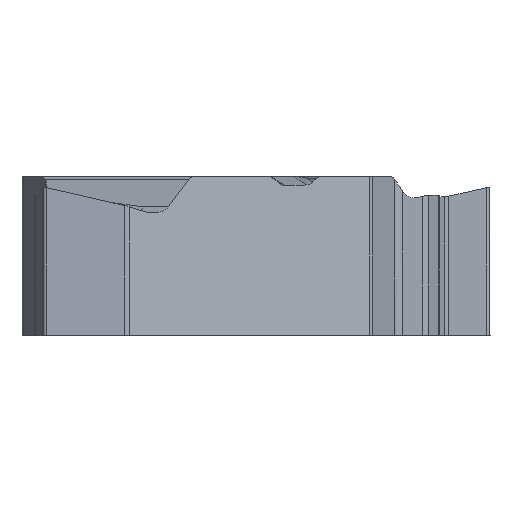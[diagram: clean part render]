
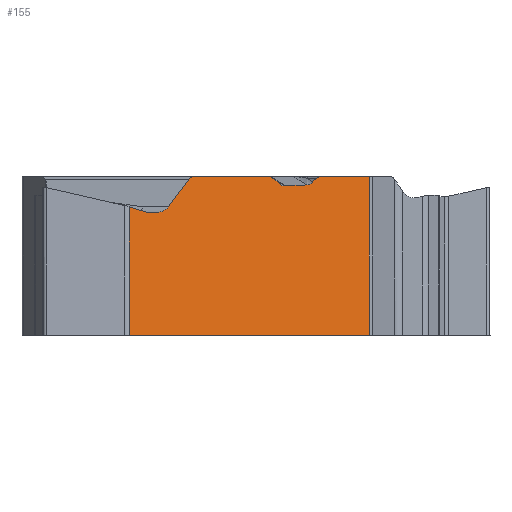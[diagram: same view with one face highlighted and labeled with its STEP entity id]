
A CAD part, front view. The second image highlights one B-rep face of the part: STEP entity #155.
In plain terms, the highlighted planar face has unit normal (0.5, -0.866, 0).
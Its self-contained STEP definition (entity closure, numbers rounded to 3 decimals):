
#155=ADVANCED_FACE('',(#308),#240,.F.);
#240=PLANE('',#2248);
#308=FACE_OUTER_BOUND('',#423,.T.);
#423=EDGE_LOOP('',(#838,#839,#840,#841,#842,#843,#844,#845,#846,#847,#848,
#849,#850,#851,#852,#853,#854,#855));
#519=CIRCLE('',#2247,0.15);
#567=ELLIPSE('',#2243,0.15,0.15);
#568=ELLIPSE('',#2244,0.167,0.15);
#569=ELLIPSE('',#2245,0.177,0.15);
#570=ELLIPSE('',#2246,0.389,0.33);
#838=ORIENTED_EDGE('',*,*,#1563,.T.);
#839=ORIENTED_EDGE('',*,*,#1564,.T.);
#840=ORIENTED_EDGE('',*,*,#1565,.T.);
#841=ORIENTED_EDGE('',*,*,#1548,.F.);
#842=ORIENTED_EDGE('',*,*,#1566,.F.);
#843=ORIENTED_EDGE('',*,*,#1567,.F.);
#844=ORIENTED_EDGE('',*,*,#1568,.F.);
#845=ORIENTED_EDGE('',*,*,#1569,.F.);
#846=ORIENTED_EDGE('',*,*,#1570,.F.);
#847=ORIENTED_EDGE('',*,*,#1571,.F.);
#848=ORIENTED_EDGE('',*,*,#1572,.F.);
#849=ORIENTED_EDGE('',*,*,#1542,.F.);
#850=ORIENTED_EDGE('',*,*,#1573,.F.);
#851=ORIENTED_EDGE('',*,*,#1574,.F.);
#852=ORIENTED_EDGE('',*,*,#1575,.T.);
#853=ORIENTED_EDGE('',*,*,#1576,.T.);
#854=ORIENTED_EDGE('',*,*,#1577,.T.);
#855=ORIENTED_EDGE('',*,*,#1578,.F.);
#1305=VERTEX_POINT('',#3833);
#1306=VERTEX_POINT('',#3835);
#1311=VERTEX_POINT('',#3884);
#1312=VERTEX_POINT('',#3886);
#1319=VERTEX_POINT('',#4045);
#1320=VERTEX_POINT('',#4046);
#1321=VERTEX_POINT('',#4048);
#1322=VERTEX_POINT('',#4051);
#1323=VERTEX_POINT('',#4053);
#1324=VERTEX_POINT('',#4067);
#1325=VERTEX_POINT('',#4069);
#1326=VERTEX_POINT('',#4083);
#1327=VERTEX_POINT('',#4085);
#1328=VERTEX_POINT('',#4088);
#1329=VERTEX_POINT('',#4090);
#1330=VERTEX_POINT('',#4092);
#1331=VERTEX_POINT('',#4094);
#1332=VERTEX_POINT('',#4096);
#1542=EDGE_CURVE('',#1305,#1306,#1801,.T.);
#1548=EDGE_CURVE('',#1311,#1312,#1805,.T.);
#1563=EDGE_CURVE('',#1319,#1320,#1812,.T.);
#1564=EDGE_CURVE('',#1320,#1321,#1813,.T.);
#1565=EDGE_CURVE('',#1321,#1312,#1814,.T.);
#1566=EDGE_CURVE('',#1322,#1311,#567,.T.);
#1567=EDGE_CURVE('',#1323,#1322,#1815,.T.);
#1568=EDGE_CURVE('',#1324,#1323,#2128,.T.);
#1569=EDGE_CURVE('',#1325,#1324,#1816,.T.);
#1570=EDGE_CURVE('',#1326,#1325,#2129,.T.);
#1571=EDGE_CURVE('',#1327,#1326,#1817,.T.);
#1572=EDGE_CURVE('',#1306,#1327,#568,.T.);
#1573=EDGE_CURVE('',#1328,#1305,#569,.T.);
#1574=EDGE_CURVE('',#1329,#1328,#1818,.T.);
#1575=EDGE_CURVE('',#1329,#1330,#570,.T.);
#1576=EDGE_CURVE('',#1330,#1331,#1819,.T.);
#1577=EDGE_CURVE('',#1331,#1332,#519,.T.);
#1578=EDGE_CURVE('',#1319,#1332,#1820,.T.);
#1801=LINE('',#3834,#1992);
#1805=LINE('',#3885,#1996);
#1812=LINE('',#4044,#2004);
#1813=LINE('',#4047,#2005);
#1814=LINE('',#4049,#2006);
#1815=LINE('',#4052,#2007);
#1816=LINE('',#4068,#2008);
#1817=LINE('',#4084,#2009);
#1818=LINE('',#4089,#2010);
#1819=LINE('',#4093,#2011);
#1820=LINE('',#4097,#2012);
#1992=VECTOR('',#2599,1.);
#1996=VECTOR('',#2603,1.);
#2004=VECTOR('',#2631,1.);
#2005=VECTOR('',#2632,1.);
#2006=VECTOR('',#2633,1.);
#2007=VECTOR('',#2636,1.);
#2008=VECTOR('',#2637,1.);
#2009=VECTOR('',#2638,1.);
#2010=VECTOR('',#2643,1.);
#2011=VECTOR('',#2646,1.);
#2012=VECTOR('',#2649,1.);
#2128=B_SPLINE_CURVE_WITH_KNOTS('',3,(#4054,#4055,#4056,#4057,#4058,#4059,
#4060,#4061,#4062,#4063,#4064,#4065,#4066),.UNSPECIFIED.,.F.,.F.,(4,3,3,
3,4),(0.,0.249,0.498,0.746,1.),
 .UNSPECIFIED.);
#2129=B_SPLINE_CURVE_WITH_KNOTS('',3,(#4070,#4071,#4072,#4073,#4074,#4075,
#4076,#4077,#4078,#4079,#4080,#4081,#4082),.UNSPECIFIED.,.F.,.F.,(4,3,3,
3,4),(0.,0.234,0.468,0.701,1.),
 .UNSPECIFIED.);
#2243=AXIS2_PLACEMENT_3D('',#4050,#2634,#2635);
#2244=AXIS2_PLACEMENT_3D('',#4086,#2639,#2640);
#2245=AXIS2_PLACEMENT_3D('',#4087,#2641,#2642);
#2246=AXIS2_PLACEMENT_3D('',#4091,#2644,#2645);
#2247=AXIS2_PLACEMENT_3D('',#4095,#2647,#2648);
#2248=AXIS2_PLACEMENT_3D('',#4098,#2650,#2651);
#2599=DIRECTION('',(0.866,0.5,0.));
#2603=DIRECTION('',(0.866,0.5,0.));
#2631=DIRECTION('',(0.,0.,-1.));
#2632=DIRECTION('',(0.866,0.5,0.));
#2633=DIRECTION('',(0.,0.,1.));
#2634=DIRECTION('',(-0.5,0.866,0.));
#2635=DIRECTION('',(0.866,0.5,0.));
#2636=DIRECTION('',(0.658,0.38,0.651));
#2637=DIRECTION('',(0.865,0.5,0.043));
#2638=DIRECTION('',(0.686,0.396,-0.611));
#2639=DIRECTION('',(-0.5,0.866,0.));
#2640=DIRECTION('',(-0.866,-0.5,0.));
#2641=DIRECTION('',(-0.5,0.866,0.));
#2642=DIRECTION('',(-0.866,-0.5,0.));
#2643=DIRECTION('',(0.557,0.322,0.765));
#2644=DIRECTION('',(-0.5,0.866,0.));
#2645=DIRECTION('',(0.866,0.5,0.));
#2646=DIRECTION('',(-0.866,-0.5,0.));
#2647=DIRECTION('',(-0.5,0.866,0.));
#2648=DIRECTION('',(0.,0.,-1.));
#2649=DIRECTION('',(0.837,0.483,-0.259));
#2650=DIRECTION('',(-0.5,0.866,0.));
#2651=DIRECTION('',(0.,0.,-1.));
#3833=CARTESIAN_POINT('',(-0.171,-5.598,0.28));
#3834=CARTESIAN_POINT('',(5.129,-2.538,0.28));
#3835=CARTESIAN_POINT('',(1.861,-4.425,0.28));
#3884=CARTESIAN_POINT('',(3.222,-3.639,0.28));
#3885=CARTESIAN_POINT('',(-0.367,-5.711,0.28));
#3886=CARTESIAN_POINT('',(4.535,-2.881,0.28));
#4044=CARTESIAN_POINT('',(-1.884,-6.587,-5.47));
#4045=CARTESIAN_POINT('',(-1.884,-6.587,-0.529));
#4046=CARTESIAN_POINT('',(-1.884,-6.587,-3.97));
#4047=CARTESIAN_POINT('',(-0.367,-5.711,-3.97));
#4048=CARTESIAN_POINT('',(4.535,-2.881,-3.97));
#4049=CARTESIAN_POINT('',(4.535,-2.881,3.28));
#4050=CARTESIAN_POINT('',(3.222,-3.639,0.13));
#4051=CARTESIAN_POINT('',(3.137,-3.688,0.244));
#4052=CARTESIAN_POINT('',(1.012,-4.915,-1.858));
#4053=CARTESIAN_POINT('',(3.029,-3.75,0.137));
#4054=CARTESIAN_POINT('',(2.857,-3.85,0.058));
#4055=CARTESIAN_POINT('',(2.873,-3.841,0.059));
#4056=CARTESIAN_POINT('',(2.888,-3.832,0.062));
#4057=CARTESIAN_POINT('',(2.904,-3.823,0.065));
#4058=CARTESIAN_POINT('',(2.919,-3.814,0.069));
#4059=CARTESIAN_POINT('',(2.934,-3.805,0.074));
#4060=CARTESIAN_POINT('',(2.949,-3.797,0.081));
#4061=CARTESIAN_POINT('',(2.963,-3.789,0.088));
#4062=CARTESIAN_POINT('',(2.977,-3.78,0.096));
#4063=CARTESIAN_POINT('',(2.99,-3.773,0.105));
#4064=CARTESIAN_POINT('',(3.004,-3.765,0.114));
#4065=CARTESIAN_POINT('',(3.017,-3.757,0.125));
#4066=CARTESIAN_POINT('',(3.029,-3.75,0.137));
#4067=CARTESIAN_POINT('',(2.857,-3.85,0.058));
#4068=CARTESIAN_POINT('',(-0.363,-5.709,-0.1));
#4069=CARTESIAN_POINT('',(2.296,-4.173,0.031));
#4070=CARTESIAN_POINT('',(2.124,-4.273,0.093));
#4071=CARTESIAN_POINT('',(2.136,-4.266,0.082));
#4072=CARTESIAN_POINT('',(2.148,-4.259,0.073));
#4073=CARTESIAN_POINT('',(2.161,-4.252,0.066));
#4074=CARTESIAN_POINT('',(2.173,-4.245,0.058));
#4075=CARTESIAN_POINT('',(2.186,-4.237,0.051));
#4076=CARTESIAN_POINT('',(2.2,-4.229,0.046));
#4077=CARTESIAN_POINT('',(2.214,-4.221,0.041));
#4078=CARTESIAN_POINT('',(2.228,-4.213,0.037));
#4079=CARTESIAN_POINT('',(2.242,-4.205,0.034));
#4080=CARTESIAN_POINT('',(2.26,-4.195,0.031));
#4081=CARTESIAN_POINT('',(2.278,-4.184,0.03));
#4082=CARTESIAN_POINT('',(2.296,-4.173,0.031));
#4083=CARTESIAN_POINT('',(2.124,-4.273,0.093));
#4084=CARTESIAN_POINT('',(4.047,-3.163,-1.62));
#4085=CARTESIAN_POINT('',(1.954,-4.371,0.244));
#4086=CARTESIAN_POINT('',(1.861,-4.425,0.13));
#4087=CARTESIAN_POINT('',(-0.171,-5.598,0.13));
#4088=CARTESIAN_POINT('',(-0.295,-5.67,0.217));
#4089=CARTESIAN_POINT('',(1.859,-4.426,3.175));
#4090=CARTESIAN_POINT('',(-0.841,-5.985,-0.532));
#4091=CARTESIAN_POINT('',(-1.115,-6.143,-0.34));
#4092=CARTESIAN_POINT('',(-1.115,-6.143,-0.67));
#4093=CARTESIAN_POINT('',(5.129,-2.538,-0.67));
#4094=CARTESIAN_POINT('',(-1.412,-6.314,-0.67));
#4095=CARTESIAN_POINT('',(-1.412,-6.314,-0.52));
#4096=CARTESIAN_POINT('',(-1.445,-6.334,-0.665));
#4097=CARTESIAN_POINT('',(4.545,-2.875,-2.518));
#4098=CARTESIAN_POINT('',(-0.367,-5.711,0.));
